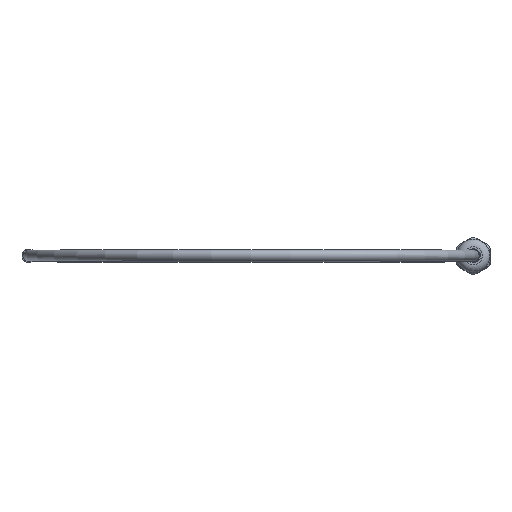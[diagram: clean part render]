
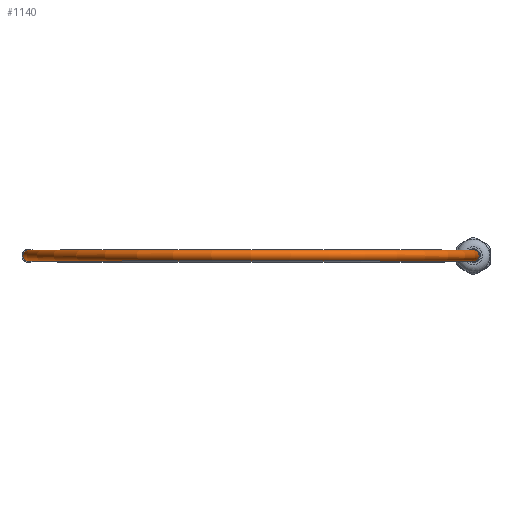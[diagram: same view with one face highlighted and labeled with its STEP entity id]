
A CAD part, top view. The second image highlights one B-rep face of the part: STEP entity #1140.
In plain terms, the highlighted toroidal (fillet/blend) face has major radius 100 mm and minor radius 2.5 mm.
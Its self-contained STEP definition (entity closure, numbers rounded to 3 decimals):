
#96=TOROIDAL_SURFACE('',#1295,100.,2.5);
#245=FACE_OUTER_BOUND('',#327,.T.);
#327=EDGE_LOOP('',(#1044,#1045,#1046,#1047));
#503=CIRCLE('',#1296,2.5);
#504=CIRCLE('',#1297,97.5);
#505=CIRCLE('',#1298,2.5);
#598=VERTEX_POINT('',#2046);
#599=VERTEX_POINT('',#2048);
#747=EDGE_CURVE('',#598,#598,#503,.T.);
#748=EDGE_CURVE('',#598,#599,#504,.T.);
#749=EDGE_CURVE('',#599,#599,#505,.T.);
#1044=ORIENTED_EDGE('',*,*,#747,.F.);
#1045=ORIENTED_EDGE('',*,*,#748,.T.);
#1046=ORIENTED_EDGE('',*,*,#749,.F.);
#1047=ORIENTED_EDGE('',*,*,#748,.F.);
#1140=ADVANCED_FACE('',(#245),#96,.T.);
#1295=AXIS2_PLACEMENT_3D('',#2045,#1655,#1656);
#1296=AXIS2_PLACEMENT_3D('',#2047,#1657,#1658);
#1297=AXIS2_PLACEMENT_3D('',#2049,#1659,#1660);
#1298=AXIS2_PLACEMENT_3D('',#2050,#1661,#1662);
#1655=DIRECTION('center_axis',(0.,0.,-1.));
#1656=DIRECTION('ref_axis',(-1.,0.,0.));
#1657=DIRECTION('center_axis',(0.,1.,0.));
#1658=DIRECTION('ref_axis',(-1.,0.,0.));
#1659=DIRECTION('center_axis',(0.,0.,1.));
#1660=DIRECTION('ref_axis',(-1.,0.,0.));
#1661=DIRECTION('center_axis',(0.,1.,0.));
#1662=DIRECTION('ref_axis',(1.,0.,0.));
#2045=CARTESIAN_POINT('Origin',(-100.,0.,0.));
#2046=CARTESIAN_POINT('',(-197.5,0.,0.));
#2047=CARTESIAN_POINT('Origin',(-200.,0.,0.));
#2048=CARTESIAN_POINT('',(-2.5,0.,0.));
#2049=CARTESIAN_POINT('Origin',(-100.,0.,0.));
#2050=CARTESIAN_POINT('Origin',(0.,0.,0.));
